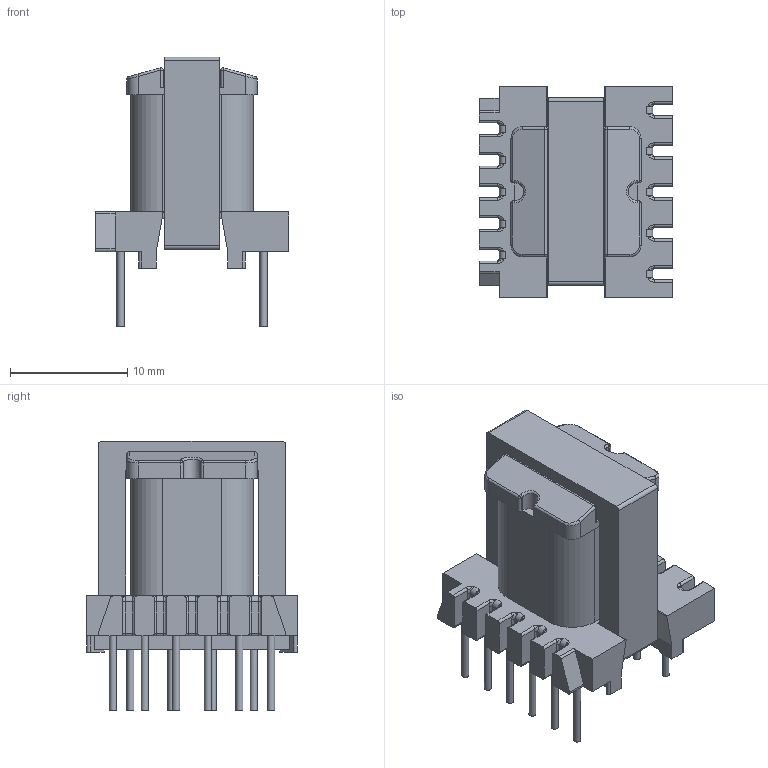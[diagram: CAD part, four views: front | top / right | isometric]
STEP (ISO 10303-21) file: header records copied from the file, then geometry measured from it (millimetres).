
FILE_DESCRIPTION(/* description */ ('Unknown'),/* implementation_level */ '2;1');
FILE_NAME(/* name */ 'T_Wurth_WE-UNIT-EE16_7_4',/* time_stamp */ '2025-09-11T16:02:33+08:00',/* author */ ('Unknown'),/* organization */ ('Unknown'),/* preprocessor_version */ 'ST-DEVELOPER v19.4',/* originating_system */ 'Solid Edge',/* authorisation */ 'Unknown');
FILE_SCHEMA (('AUTOMOTIVE_DESIGN {1 0 10303 214 3 1 1}'));
Length unit declared in the file: millimetre
Products named in the file (2): T_Wurth_WE-UNIT-EE16_7_4
Assembly tree (1 placements, depth 2):
  T_Wurth_WE-UNIT-EE16_7_4
    T_Wurth_WE-UNIT-EE16_7_4
Bounding box: 16.5 x 18 x 23 mm (x, y, z)
Volume: 2499 mm3; surface area: 2771.6 mm2
Topology: 2 solids, 2 shells, 338 faces, 864 edges, 516 vertices
Faces by surface type: cylinder 138, plane 126, torus 40, bspline 26, sphere 8
Full cylindrical faces by diameter (mm): 0.6 x10
Entity records: 11085 total; most frequent: CARTESIAN_POINT 3020, DIRECTION 1720, ORIENTED_EDGE 1644, EDGE_CURVE 822, AXIS2_PLACEMENT_3D 630, VERTEX_POINT 508, LINE 460, VECTOR 460
